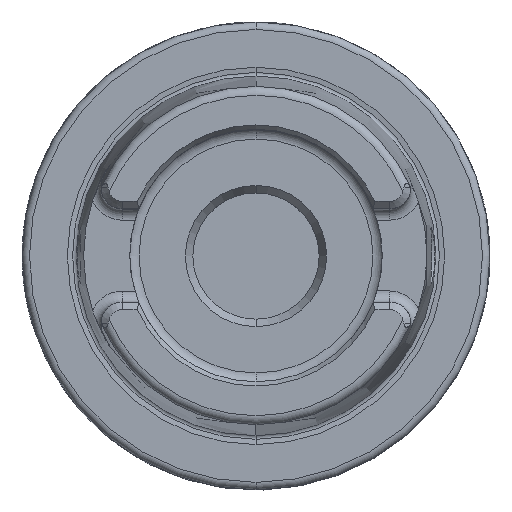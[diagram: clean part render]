
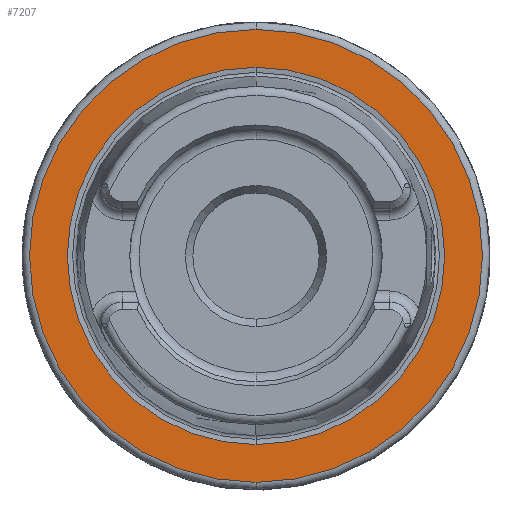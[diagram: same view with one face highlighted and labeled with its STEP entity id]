
A CAD part, top view. The second image highlights one B-rep face of the part: STEP entity #7207.
In plain terms, the highlighted planar face has unit normal (0, 0, 1).
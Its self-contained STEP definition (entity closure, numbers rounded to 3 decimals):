
#1264=CARTESIAN_POINT('',(0,0,26));
#1265=DIRECTION('',(0,0,-1));
#1266=DIRECTION('',(0,1,0));
#1267=AXIS2_PLACEMENT_3D('',#1264,#1265,#1266);
#1277=CARTESIAN_POINT('',(0,0,26));
#1278=DIRECTION('',(0,0,1));
#1279=DIRECTION('',(0,1,0));
#1280=AXIS2_PLACEMENT_3D('',#1277,#1278,#1279);
#1282=CARTESIAN_POINT('',(0,0,26));
#1283=DIRECTION('',(0,0,1));
#1284=DIRECTION('',(0,1,0));
#1285=AXIS2_PLACEMENT_3D('',#1282,#1283,#1284);
#1287=CARTESIAN_POINT('',(0,0,26));
#1288=DIRECTION('',(0,0,1));
#1289=DIRECTION('',(0,-1,0));
#1290=AXIS2_PLACEMENT_3D('',#1287,#1288,#1289);
#5094=CARTESIAN_POINT('',(0,25.409,26));
#5096=VERTEX_POINT('',#5094);
#5130=CARTESIAN_POINT('',(0,-25.409,26));
#5132=VERTEX_POINT('',#5130);
#5196=CARTESIAN_POINT('',(0,30.5,26));
#5197=CARTESIAN_POINT('',(0,-30.5,26));
#5198=VERTEX_POINT('',#5196);
#5199=VERTEX_POINT('',#5197);
#7192=CARTESIAN_POINT('',(0,0,26));
#7193=DIRECTION('',(0,0,-1));
#7194=DIRECTION('',(0,-1,0));
#7195=AXIS2_PLACEMENT_3D('',#7192,#7193,#7194);
#7196=PLANE('',#7195);
#7198=ORIENTED_EDGE('',*,*,#7197,.F.);
#7200=ORIENTED_EDGE('',*,*,#7199,.F.);
#7201=EDGE_LOOP('',(#7198,#7200));
#7202=FACE_OUTER_BOUND('',#7201,.F.);
#7203=ORIENTED_EDGE('',*,*,#7187,.T.);
#7204=ORIENTED_EDGE('',*,*,#7171,.F.);
#7205=EDGE_LOOP('',(#7203,#7204));
#7206=FACE_BOUND('',#7205,.F.);
#7207=ADVANCED_FACE('',(#7202,#7206),#7196,.F.);
#1268=CIRCLE('',#1267,25.409);
#1281=CIRCLE('',#1280,25.409);
#1286=CIRCLE('',#1285,30.5);
#1291=CIRCLE('',#1290,30.5);
#7171=EDGE_CURVE('',#5096,#5132,#1268,.T.);
#7187=EDGE_CURVE('',#5096,#5132,#1281,.T.);
#7197=EDGE_CURVE('',#5198,#5199,#1286,.T.);
#7199=EDGE_CURVE('',#5199,#5198,#1291,.T.);
